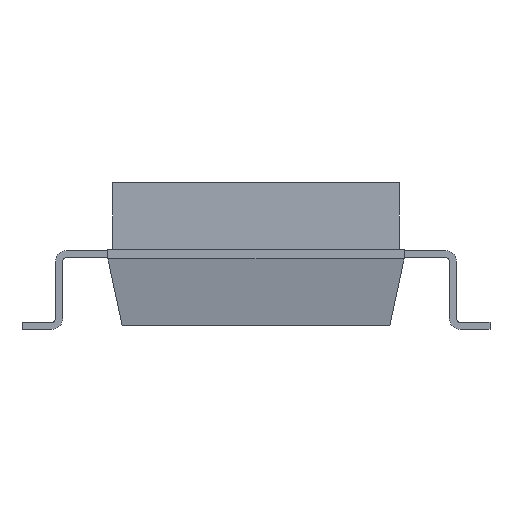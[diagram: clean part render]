
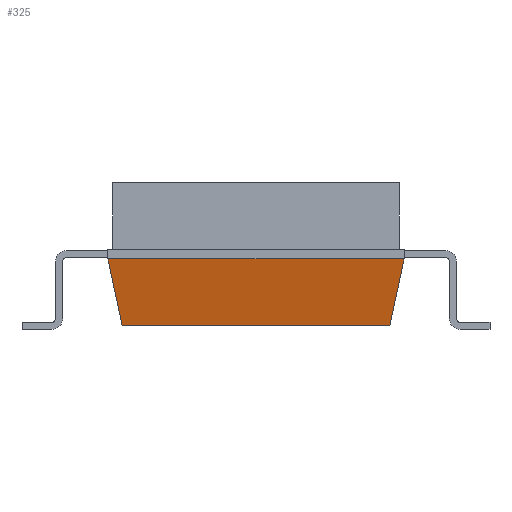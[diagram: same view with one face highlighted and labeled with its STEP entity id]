
A CAD part, front view. The second image highlights one B-rep face of the part: STEP entity #325.
In plain terms, the highlighted free-form (B-spline) face has degree [1, 1] with [2, 2] control points.
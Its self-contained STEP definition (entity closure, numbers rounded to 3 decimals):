
#22=VERTEX_POINT('',#23);
#23=CARTESIAN_POINT('',(2.802,-12.872,0.1));
#36=VERTEX_POINT('',#37);
#37=CARTESIAN_POINT('',(3.1,-13.17,1.5));
#40=EDGE_CURVE('',#22,#36,#41,.T.);
#41=B_SPLINE_CURVE_WITH_KNOTS('',1,(#23,#37),.UNSPECIFIED.,.F.,.F.,(2,2),(0.,1.),.PIECEWISE_BEZIER_KNOTS.);
#55=VERTEX_POINT('',#56);
#56=CARTESIAN_POINT('',(-2.802,-12.872,0.1));
#60=ORIENTED_EDGE('',*,*,#61,.T.);
#61=EDGE_CURVE('',#55,#22,#62,.T.);
#62=LINE('',#56,#63);
#63=VECTOR('',#64,1.);
#64=DIRECTION('',(1.,0.,0.));
#325=ADVANCED_FACE('',(#326),#337,.T.);
#326=FACE_BOUND('',#327,.T.);
#327=EDGE_LOOP('',(#60,#328,#329,#334));
#328=ORIENTED_EDGE('',*,*,#40,.T.);
#329=ORIENTED_EDGE('',*,*,#330,.F.);
#330=EDGE_CURVE('',#331,#36,#333,.T.);
#331=VERTEX_POINT('',#332);
#332=CARTESIAN_POINT('',(-3.1,-13.17,1.5));
#333=LINE('',#332,#63);
#334=ORIENTED_EDGE('',*,*,#335,.F.);
#335=EDGE_CURVE('',#55,#331,#336,.T.);
#336=B_SPLINE_CURVE_WITH_KNOTS('',1,(#56,#332),.UNSPECIFIED.,.F.,.F.,(2,2),(0.,1.),.PIECEWISE_BEZIER_KNOTS.);
#337=B_SPLINE_SURFACE_WITH_KNOTS('',1,1,((#56,#332),(#23,#37)),.UNSPECIFIED.,.F.,.F.,.F.,(2,2),(2,2),(0.,6.2),(0.,1.),.PIECEWISE_BEZIER_KNOTS.);
